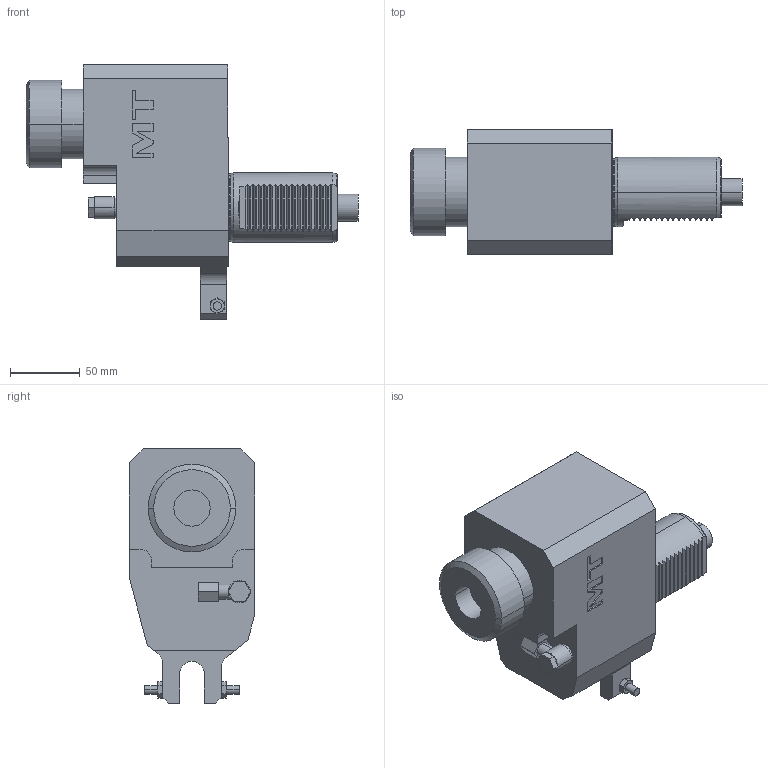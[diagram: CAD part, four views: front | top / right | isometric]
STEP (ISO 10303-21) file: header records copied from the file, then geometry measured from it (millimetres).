
FILE_DESCRIPTION((''),'2;1');
FILE_NAME('245SAU_A40_50D20_CONF','2024-12-10T10:09:09',('fpalella'),('M.T. srl'),'CREO PARAMETRIC BY PTC INC, 2023352','CREO PARAMETRIC BY PTC INC, 2023352','');
FILE_SCHEMA(('CONFIG_CONTROL_DESIGN'));
Length unit declared in the file: millimetre
Products named in the file (1): 245SAU_A40_50D20_CONF
Bounding box: 238.16 x 90 x 182.5 mm (x, y, z)
Volume: 1440635.9 mm3; surface area: 100790.3 mm2
Topology: 1 solids, 1 shells, 289 faces, 746 edges, 477 vertices
Faces by surface type: plane 182, cylinder 57, cone 39, torus 7, extrusion 4
Entity records: 9870 total; most frequent: CARTESIAN_POINT 3010, ORIENTED_EDGE 1488, DIRECTION 1294, EDGE_CURVE 744, VERTEX_POINT 477, VECTOR 440, LINE 436, AXIS2_PLACEMENT_3D 427
